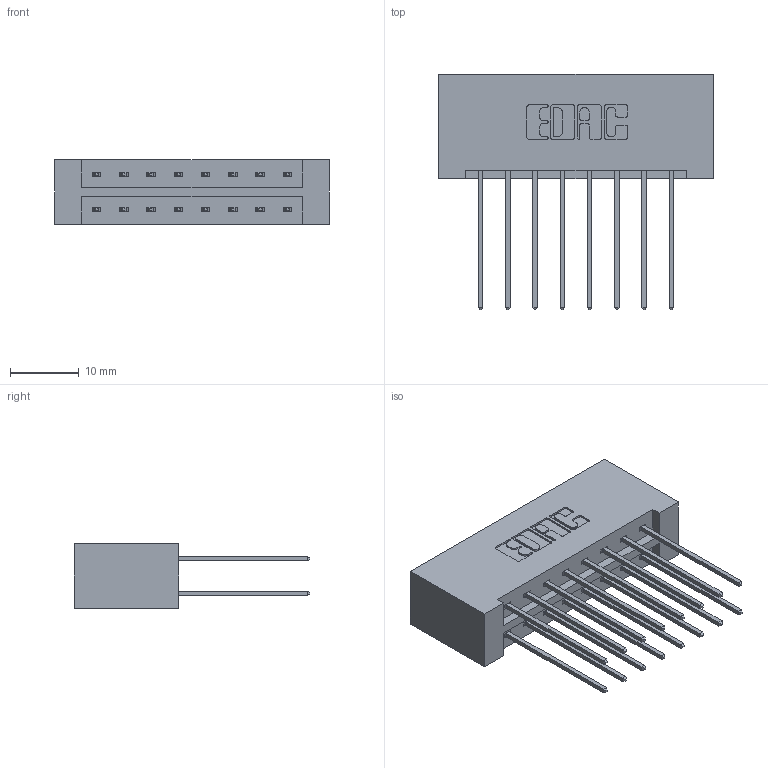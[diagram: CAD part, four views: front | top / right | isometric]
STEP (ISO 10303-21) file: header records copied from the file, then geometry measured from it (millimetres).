
FILE_DESCRIPTION (( 'STEP AP203' ), '1' );
FILE_NAME ('333-016-541-201.STEP', '2018-08-01T11:51:20', ( '' ), ( '' ), 'SwSTEP 2.0', 'SolidWorks 2016', '' );
FILE_SCHEMA (( 'CONFIG_CONTROL_DESIGN' ));
Length unit declared in the file: inch
Products named in the file (3): 333 Part_Lugless; 345-292-001_345-293-141; 333-016-541-201
Assembly tree (17 placements, depth 2):
  333-016-541-201
    333 Part_Lugless
    345-292-001_345-293-141  x16
Bounding box: 39.95 x 34.3 x 9.4 mm (x, y, z)
Volume: 4485.2 mm3; surface area: 5418.7 mm2
Topology: 17 solids, 17 shells, 938 faces, 2767 edges, 1822 vertices
Faces by surface type: plane 642, cylinder 296
Entity records: 9285 total; most frequent: CARTESIAN_POINT 1578, ORIENTED_EDGE 1514, DIRECTION 1401, EDGE_CURVE 757, VECTOR 637, LINE 637, VERTEX_POINT 502, AXIS2_PLACEMENT_3D 382
